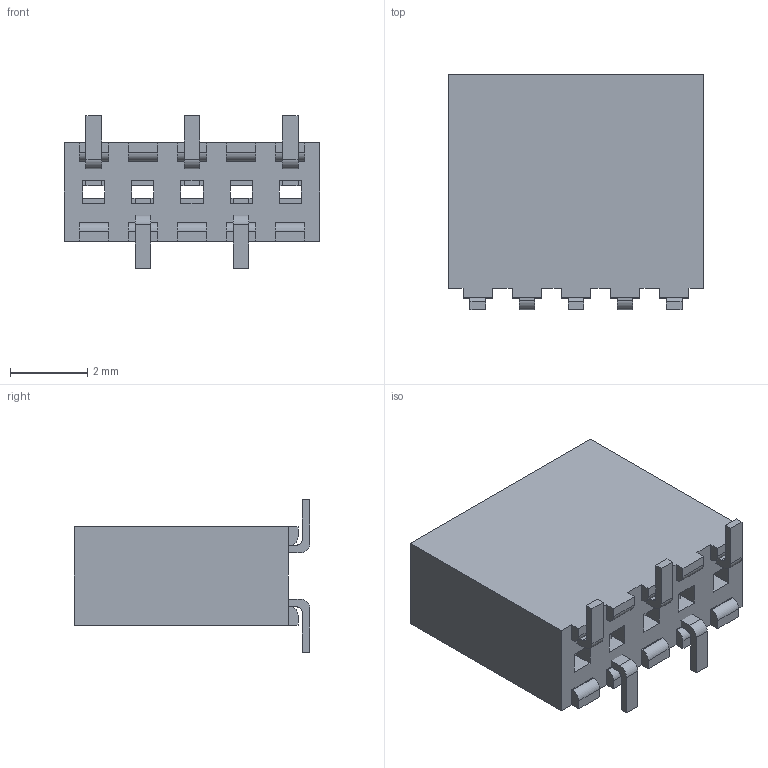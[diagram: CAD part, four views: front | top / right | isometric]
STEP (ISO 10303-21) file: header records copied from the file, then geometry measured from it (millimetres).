
FILE_DESCRIPTION(/* description */ ('STEP AP214'),/* implementation_level */ '2;1');
FILE_NAME(/* name */ 'RSM-105-02-S-S',/* time_stamp */ '2025-04-03T20:49:16+02:00',/* author */ ('License CC BY-ND 4.0'),/* organization */ ('CADENAS'),/* preprocessor_version */ 'ST-DEVELOPER v19.3',/* originating_system */ 'PARTsolutions',/* authorisation */ ' ');
FILE_SCHEMA (('AUTOMOTIVE_DESIGN {1 0 10303 214 3 1 1}'));
Length unit declared in the file: inch
Products named in the file (4): RSM-105-02-S-S; RSM-105-02-S_socket; C-64-02-05-SS; C-64-02-05-SS2
Assembly tree (3 placements, depth 2):
  RSM-105-02-S-S
    RSM-105-02-S_socket
    C-64-02-05-SS
    C-64-02-05-SS2
Bounding box: 6.6 x 6.1 x 3.94 mm (x, y, z)
Volume: 124.6 mm3; surface area: 353.4 mm2
Topology: 3 solids, 3 shells, 203 faces, 586 edges, 384 vertices
Faces by surface type: plane 183, cylinder 20
Entity records: 6705 total; most frequent: CARTESIAN_POINT 1177, ORIENTED_EDGE 1172, DIRECTION 1040, EDGE_CURVE 586, LINE 546, VECTOR 546, VERTEX_POINT 384, AXIS2_PLACEMENT_3D 247
